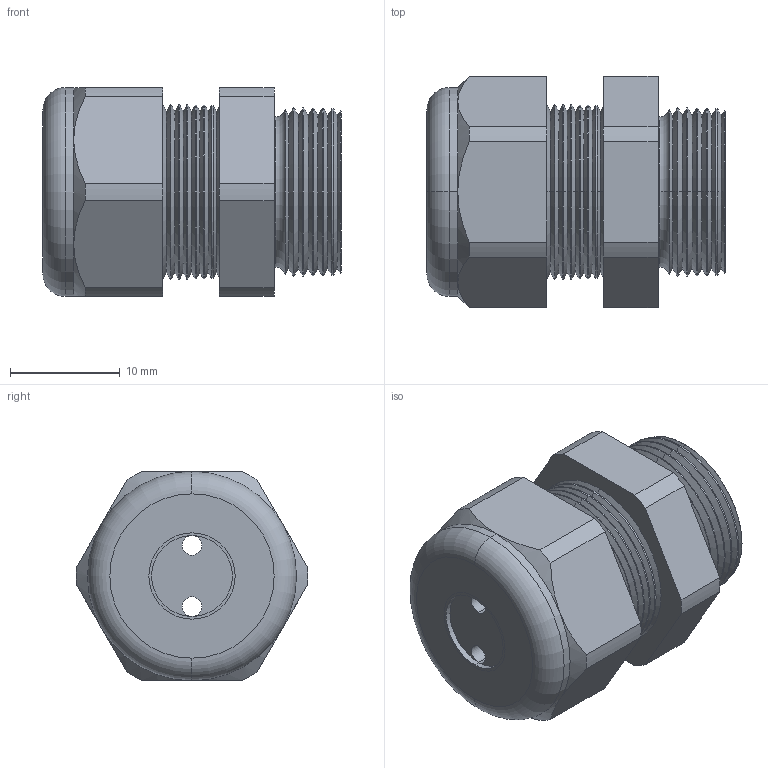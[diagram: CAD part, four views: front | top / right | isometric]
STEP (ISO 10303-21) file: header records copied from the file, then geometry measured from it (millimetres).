
FILE_DESCRIPTION (( 'STEP AP203' ), '1' );
FILE_NAME ('CD16M4-BR.STEP', '2008-12-11T07:04:08', ( 'bay06' ), ( '' ), 'SwSTEP 2.0', 'SolidWorks 2007', '' );
FILE_SCHEMA (( 'CONFIG_CONTROL_DESIGN' ));
Length unit declared in the file: inch
Products named in the file (1): CD16M4-BR
Bounding box: 27.18 x 21.14 x 19.05 mm (x, y, z)
Volume: 5208.5 mm3; surface area: 3679.8 mm2
Topology: 2 solids, 2 shells, 136 faces, 294 edges, 166 vertices
Faces by surface type: cone 86, cylinder 24, plane 20, torus 6
Entity records: 3783 total; most frequent: DIRECTION 704, CARTESIAN_POINT 669, ORIENTED_EDGE 588, EDGE_CURVE 294, AXIS2_PLACEMENT_3D 285, VERTEX_POINT 166, CIRCLE 148, EDGE_LOOP 146
